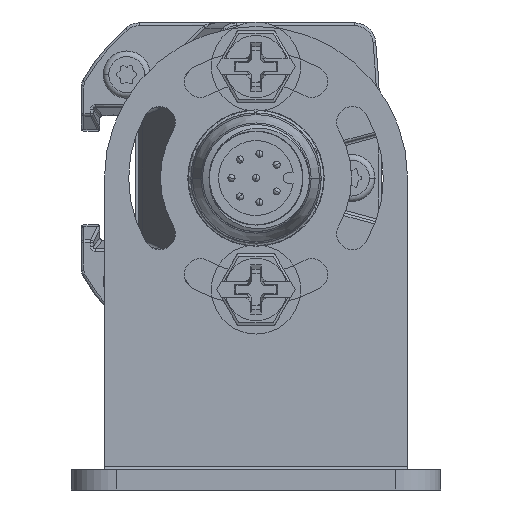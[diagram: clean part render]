
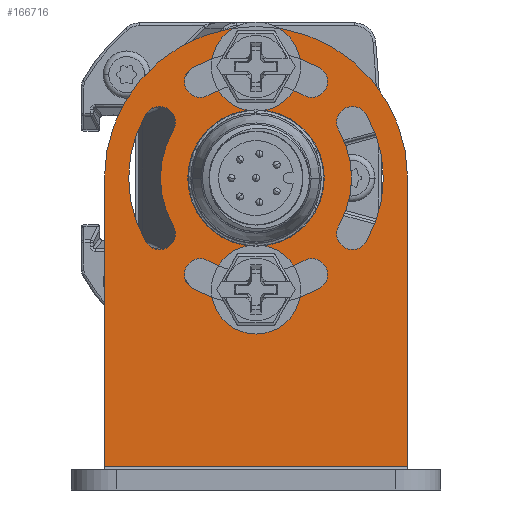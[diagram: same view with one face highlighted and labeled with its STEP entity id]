
A CAD part, front view. The second image highlights one B-rep face of the part: STEP entity #166716.
In plain terms, the highlighted face is planar.
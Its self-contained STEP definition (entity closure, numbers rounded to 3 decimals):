
#165944=DIRECTION('',(0.,0.,1.));
#165945=VECTOR('',#165944,32.319);
#165946=CARTESIAN_POINT('',(-17.,2.3,-32.7));
#165947=LINE('',#165946,#165945);
#165948=CARTESIAN_POINT('',(0.,2.3,-32.7));
#165949=DIRECTION('',(0.,1.,0.));
#165950=DIRECTION('',(1.,0.,0.));
#165951=AXIS2_PLACEMENT_3D('',#165948,#165949,#165950);
#165953=DIRECTION('',(0.,0.,-1.));
#165954=VECTOR('',#165953,32.319);
#165955=CARTESIAN_POINT('',(17.,2.3,-0.381));
#165956=LINE('',#165955,#165954);
#165957=CARTESIAN_POINT('',(0.,2.3,-32.7));
#165958=DIRECTION('',(0.,1.,0.));
#165959=DIRECTION('',(1.,0.,0.));
#165960=AXIS2_PLACEMENT_3D('',#165957,#165958,#165959);
#165962=CARTESIAN_POINT('',(0.,2.3,-32.7));
#165963=DIRECTION('',(0.,1.,0.));
#165964=DIRECTION('',(-1.,0.,0.));
#165965=AXIS2_PLACEMENT_3D('',#165962,#165963,#165964);
#165967=CARTESIAN_POINT('',(-6.251,2.3,-21.873));
#165968=DIRECTION('',(0.,1.,0.));
#165969=DIRECTION('',(0.5,0.,-0.866));
#165970=AXIS2_PLACEMENT_3D('',#165967,#165968,#165969);
#165972=CARTESIAN_POINT('',(0.,2.3,-32.7));
#165973=DIRECTION('',(0.,1.,0.));
#165974=DIRECTION('',(-0.5,0.,0.866));
#165975=AXIS2_PLACEMENT_3D('',#165972,#165973,#165974);
#165977=CARTESIAN_POINT('',(6.251,2.3,-21.873));
#165978=DIRECTION('',(0.,1.,0.));
#165979=DIRECTION('',(0.5,0.,0.866));
#165980=AXIS2_PLACEMENT_3D('',#165977,#165978,#165979);
#165982=CARTESIAN_POINT('',(0.,2.3,-32.7));
#165983=DIRECTION('',(0.,1.,0.));
#165984=DIRECTION('',(-0.5,0.,0.866));
#165985=AXIS2_PLACEMENT_3D('',#165982,#165983,#165984);
#165987=CARTESIAN_POINT('',(10.827,2.3,-26.449));
#165988=DIRECTION('',(0.,1.,0.));
#165989=DIRECTION('',(-0.866,0.,-0.5));
#165990=AXIS2_PLACEMENT_3D('',#165987,#165988,#165989);
#165992=CARTESIAN_POINT('',(0.,2.3,-32.7));
#165993=DIRECTION('',(0.,1.,0.));
#165994=DIRECTION('',(0.866,0.,0.5));
#165995=AXIS2_PLACEMENT_3D('',#165992,#165993,#165994);
#165997=CARTESIAN_POINT('',(10.827,2.3,-38.951));
#165998=DIRECTION('',(0.,1.,0.));
#165999=DIRECTION('',(0.866,0.,-0.5));
#166000=AXIS2_PLACEMENT_3D('',#165997,#165998,#165999);
#166002=CARTESIAN_POINT('',(0.,2.3,-32.7));
#166003=DIRECTION('',(0.,1.,0.));
#166004=DIRECTION('',(0.866,0.,0.5));
#166005=AXIS2_PLACEMENT_3D('',#166002,#166003,#166004);
#166007=CARTESIAN_POINT('',(-6.251,2.3,-43.527));
#166008=DIRECTION('',(0.,1.,0.));
#166009=DIRECTION('',(-0.5,0.,-0.866));
#166010=AXIS2_PLACEMENT_3D('',#166007,#166008,#166009);
#166012=CARTESIAN_POINT('',(0.,2.3,-32.7));
#166013=DIRECTION('',(0.,1.,0.));
#166014=DIRECTION('',(0.5,0.,-0.866));
#166015=AXIS2_PLACEMENT_3D('',#166012,#166013,#166014);
#166017=CARTESIAN_POINT('',(6.251,2.3,-43.527));
#166018=DIRECTION('',(0.,1.,0.));
#166019=DIRECTION('',(-0.5,0.,0.866));
#166020=AXIS2_PLACEMENT_3D('',#166017,#166018,#166019);
#166022=CARTESIAN_POINT('',(0.,2.3,-32.7));
#166023=DIRECTION('',(0.,1.,0.));
#166024=DIRECTION('',(0.5,0.,-0.866));
#166025=AXIS2_PLACEMENT_3D('',#166022,#166023,#166024);
#166027=CARTESIAN_POINT('',(-10.827,2.3,-38.951));
#166028=DIRECTION('',(0.,1.,0.));
#166029=DIRECTION('',(0.866,0.,0.5));
#166030=AXIS2_PLACEMENT_3D('',#166027,#166028,#166029);
#166032=CARTESIAN_POINT('',(0.,2.3,-32.7));
#166033=DIRECTION('',(0.,1.,0.));
#166034=DIRECTION('',(-0.866,0.,-0.5));
#166035=AXIS2_PLACEMENT_3D('',#166032,#166033,#166034);
#166037=CARTESIAN_POINT('',(-10.827,2.3,-26.449));
#166038=DIRECTION('',(0.,1.,0.));
#166039=DIRECTION('',(-0.866,0.,0.5));
#166040=AXIS2_PLACEMENT_3D('',#166037,#166038,#166039);
#166042=CARTESIAN_POINT('',(0.,2.3,-32.7));
#166043=DIRECTION('',(0.,1.,0.));
#166044=DIRECTION('',(-0.866,0.,-0.5));
#166045=AXIS2_PLACEMENT_3D('',#166042,#166043,#166044);
#166047=DIRECTION('',(1.,0.,0.));
#166048=VECTOR('',#166047,34.);
#166049=CARTESIAN_POINT('',(-17.,2.3,-0.381));
#166050=LINE('',#166049,#166048);
#166407=CARTESIAN_POINT('',(17.,2.3,-32.7));
#166408=CARTESIAN_POINT('',(-17.,2.3,-32.7));
#166409=VERTEX_POINT('',#166407);
#166410=VERTEX_POINT('',#166408);
#166423=CARTESIAN_POINT('',(-17.,2.3,-0.381));
#166424=CARTESIAN_POINT('',(17.,2.3,-0.381));
#166425=VERTEX_POINT('',#166423);
#166426=VERTEX_POINT('',#166424);
#166435=CARTESIAN_POINT('',(7.65,2.3,-32.7));
#166436=CARTESIAN_POINT('',(-7.65,2.3,-32.7));
#166437=VERTEX_POINT('',#166435);
#166438=VERTEX_POINT('',#166436);
#166507=CARTESIAN_POINT('',(-5.361,2.3,-23.414));
#166508=CARTESIAN_POINT('',(-7.141,2.3,-20.331));
#166509=VERTEX_POINT('',#166507);
#166510=VERTEX_POINT('',#166508);
#166511=CARTESIAN_POINT('',(7.141,2.3,-20.331));
#166512=CARTESIAN_POINT('',(5.361,2.3,-23.414));
#166513=VERTEX_POINT('',#166511);
#166514=VERTEX_POINT('',#166512);
#166515=CARTESIAN_POINT('',(9.286,2.3,-27.339));
#166516=CARTESIAN_POINT('',(12.369,2.3,-25.559));
#166517=VERTEX_POINT('',#166515);
#166518=VERTEX_POINT('',#166516);
#166519=CARTESIAN_POINT('',(12.369,2.3,-39.841));
#166520=CARTESIAN_POINT('',(9.286,2.3,-38.061));
#166521=VERTEX_POINT('',#166519);
#166522=VERTEX_POINT('',#166520);
#166523=CARTESIAN_POINT('',(-7.141,2.3,-45.069));
#166524=CARTESIAN_POINT('',(-5.361,2.3,-41.986));
#166525=VERTEX_POINT('',#166523);
#166526=VERTEX_POINT('',#166524);
#166527=CARTESIAN_POINT('',(5.361,2.3,-41.986));
#166528=CARTESIAN_POINT('',(7.141,2.3,-45.069));
#166529=VERTEX_POINT('',#166527);
#166530=VERTEX_POINT('',#166528);
#166531=CARTESIAN_POINT('',(-9.286,2.3,-38.061));
#166532=CARTESIAN_POINT('',(-12.369,2.3,-39.841));
#166533=VERTEX_POINT('',#166531);
#166534=VERTEX_POINT('',#166532);
#166535=CARTESIAN_POINT('',(-12.369,2.3,-25.559));
#166536=CARTESIAN_POINT('',(-9.286,2.3,-27.339));
#166537=VERTEX_POINT('',#166535);
#166538=VERTEX_POINT('',#166536);
#166656=CARTESIAN_POINT('',(0.,2.3,0.));
#166657=DIRECTION('',(0.,1.,0.));
#166658=DIRECTION('',(1.,0.,0.));
#166659=AXIS2_PLACEMENT_3D('',#166656,#166657,#166658);
#166660=PLANE('',#166659);
#166662=ORIENTED_EDGE('',*,*,#166661,.F.);
#166663=ORIENTED_EDGE('',*,*,#166638,.F.);
#166665=ORIENTED_EDGE('',*,*,#166664,.F.);
#166667=ORIENTED_EDGE('',*,*,#166666,.F.);
#166668=EDGE_LOOP('',(#166662,#166663,#166665,#166667));
#166669=FACE_OUTER_BOUND('',#166668,.F.);
#166671=ORIENTED_EDGE('',*,*,#166670,.T.);
#166673=ORIENTED_EDGE('',*,*,#166672,.T.);
#166674=EDGE_LOOP('',(#166671,#166673));
#166675=FACE_BOUND('',#166674,.F.);
#166677=ORIENTED_EDGE('',*,*,#166676,.T.);
#166679=ORIENTED_EDGE('',*,*,#166678,.T.);
#166681=ORIENTED_EDGE('',*,*,#166680,.T.);
#166683=ORIENTED_EDGE('',*,*,#166682,.F.);
#166684=EDGE_LOOP('',(#166677,#166679,#166681,#166683));
#166685=FACE_BOUND('',#166684,.F.);
#166687=ORIENTED_EDGE('',*,*,#166686,.T.);
#166689=ORIENTED_EDGE('',*,*,#166688,.T.);
#166691=ORIENTED_EDGE('',*,*,#166690,.T.);
#166693=ORIENTED_EDGE('',*,*,#166692,.F.);
#166694=EDGE_LOOP('',(#166687,#166689,#166691,#166693));
#166695=FACE_BOUND('',#166694,.F.);
#166697=ORIENTED_EDGE('',*,*,#166696,.T.);
#166699=ORIENTED_EDGE('',*,*,#166698,.F.);
#166701=ORIENTED_EDGE('',*,*,#166700,.T.);
#166703=ORIENTED_EDGE('',*,*,#166702,.T.);
#166704=EDGE_LOOP('',(#166697,#166699,#166701,#166703));
#166705=FACE_BOUND('',#166704,.F.);
#166707=ORIENTED_EDGE('',*,*,#166706,.T.);
#166709=ORIENTED_EDGE('',*,*,#166708,.T.);
#166711=ORIENTED_EDGE('',*,*,#166710,.T.);
#166713=ORIENTED_EDGE('',*,*,#166712,.F.);
#166714=EDGE_LOOP('',(#166707,#166709,#166711,#166713));
#166715=FACE_BOUND('',#166714,.F.);
#166716=ADVANCED_FACE('',(#166669,#166675,#166685,#166695,#166705,#166715),
#166660,.T.);
#165952=CIRCLE('',#165951,17.);
#165961=CIRCLE('',#165960,7.65);
#165966=CIRCLE('',#165965,7.65);
#165971=CIRCLE('',#165970,1.78);
#165976=CIRCLE('',#165975,14.282);
#165981=CIRCLE('',#165980,1.78);
#165986=CIRCLE('',#165985,10.722);
#165991=CIRCLE('',#165990,1.78);
#165996=CIRCLE('',#165995,14.282);
#166001=CIRCLE('',#166000,1.78);
#166006=CIRCLE('',#166005,10.722);
#166011=CIRCLE('',#166010,1.78);
#166016=CIRCLE('',#166015,10.722);
#166021=CIRCLE('',#166020,1.78);
#166026=CIRCLE('',#166025,14.282);
#166031=CIRCLE('',#166030,1.78);
#166036=CIRCLE('',#166035,14.282);
#166041=CIRCLE('',#166040,1.78);
#166046=CIRCLE('',#166045,10.722);
#166638=EDGE_CURVE('',#166410,#166425,#165947,.T.);
#166661=EDGE_CURVE('',#166425,#166426,#166050,.T.);
#166664=EDGE_CURVE('',#166409,#166410,#165952,.T.);
#166666=EDGE_CURVE('',#166426,#166409,#165956,.T.);
#166670=EDGE_CURVE('',#166437,#166438,#165961,.T.);
#166672=EDGE_CURVE('',#166438,#166437,#165966,.T.);
#166676=EDGE_CURVE('',#166509,#166510,#165971,.T.);
#166678=EDGE_CURVE('',#166510,#166513,#165976,.T.);
#166680=EDGE_CURVE('',#166513,#166514,#165981,.T.);
#166682=EDGE_CURVE('',#166509,#166514,#165986,.T.);
#166686=EDGE_CURVE('',#166517,#166518,#165991,.T.);
#166688=EDGE_CURVE('',#166518,#166521,#165996,.T.);
#166690=EDGE_CURVE('',#166521,#166522,#166001,.T.);
#166692=EDGE_CURVE('',#166517,#166522,#166006,.T.);
#166696=EDGE_CURVE('',#166525,#166526,#166011,.T.);
#166698=EDGE_CURVE('',#166529,#166526,#166016,.T.);
#166700=EDGE_CURVE('',#166529,#166530,#166021,.T.);
#166702=EDGE_CURVE('',#166530,#166525,#166026,.T.);
#166706=EDGE_CURVE('',#166533,#166534,#166031,.T.);
#166708=EDGE_CURVE('',#166534,#166537,#166036,.T.);
#166710=EDGE_CURVE('',#166537,#166538,#166041,.T.);
#166712=EDGE_CURVE('',#166533,#166538,#166046,.T.);
